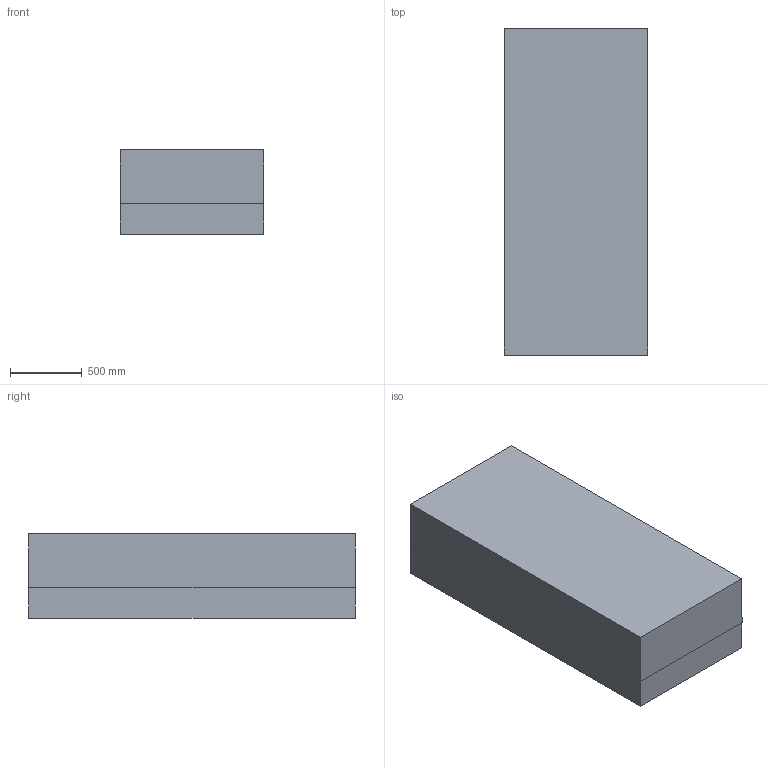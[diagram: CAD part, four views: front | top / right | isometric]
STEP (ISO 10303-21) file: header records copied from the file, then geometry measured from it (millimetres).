
FILE_DESCRIPTION (( 'STEP AP214' ), '1' );
FILE_NAME ('BoatAssembly.STEP', '2019-02-09T23:58:58', ( '' ), ( '' ), 'SwSTEP 2.0', 'SolidWorks 2018', '' );
FILE_SCHEMA (( 'AUTOMOTIVE_DESIGN' ));
Length unit declared in the file: millimetre
Products named in the file (4): Boat3-bottom; Boat3-toptop; BoatAssembly; Boat3-top
Assembly tree (3 placements, depth 2):
  BoatAssembly
    Boat3-top
    Boat3-toptop
    Boat3-bottom
Bounding box: 999.83 x 2274.64 x 589 mm (x, y, z)
Volume: 1339531471.4 mm3; surface area: 13105541 mm2
Topology: 3 solids, 3 shells, 23 faces, 48 edges, 32 vertices
Faces by surface type: plane 17, bspline 6
Entity records: 992 total; most frequent: CARTESIAN_POINT 381, ORIENTED_EDGE 96, DIRECTION 86, EDGE_CURVE 48, VECTOR 36, LINE 36, VERTEX_POINT 32, AXIS2_PLACEMENT_3D 25
